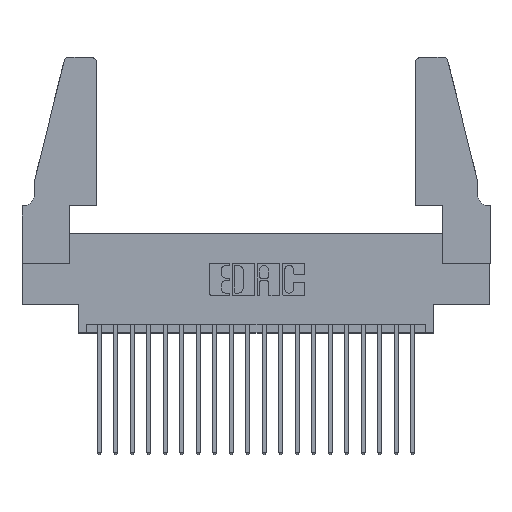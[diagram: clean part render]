
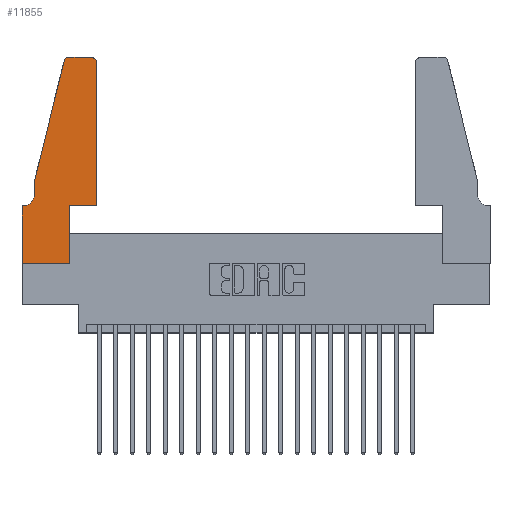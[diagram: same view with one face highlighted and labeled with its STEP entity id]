
A CAD part, top view. The second image highlights one B-rep face of the part: STEP entity #11855.
In plain terms, the highlighted planar face has unit normal (0, 0, 1).
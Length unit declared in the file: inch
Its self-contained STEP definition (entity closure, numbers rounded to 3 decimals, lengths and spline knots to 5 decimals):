
#431 = EDGE_CURVE ( 'NONE', #7532, #8187, #17969, .T. ) ;
#581 = VERTEX_POINT ( 'NONE', #16358 ) ;
#603 = CARTESIAN_POINT ( 'NONE',  ( 0.4505, 0.35, 0.37 ) ) ;
#689 = DIRECTION ( 'NONE',  ( 0., -1., 0. ) ) ;
#748 = EDGE_CURVE ( 'NONE', #19986, #15695, #16220, .T. ) ;
#763 = VECTOR ( 'NONE', #689, 39.37008 ) ;
#949 = AXIS2_PLACEMENT_3D ( 'NONE', #2292, #18642, #20228 ) ;
#968 = CARTESIAN_POINT ( 'NONE',  ( 0.284, 1.25, 0.37 ) ) ;
#1064 = VECTOR ( 'NONE', #2590, 39.37008 ) ;
#1082 = AXIS2_PLACEMENT_3D ( 'NONE', #4209, #8734, #5817 ) ;
#1287 = ORIENTED_EDGE ( 'NONE', *, *, #9049, .T. ) ;
#1376 = ORIENTED_EDGE ( 'NONE', *, *, #11683, .T. ) ;
#1574 = LINE ( 'NONE', #6058, #1064 ) ;
#1587 = ORIENTED_EDGE ( 'NONE', *, *, #16395, .T. ) ;
#1742 = AXIS2_PLACEMENT_3D ( 'NONE', #16547, #13497, #18595 ) ;
#2292 = CARTESIAN_POINT ( 'NONE',  ( 0., 0.35, 0.37 ) ) ;
#2590 = DIRECTION ( 'NONE',  ( -1., 0., 0. ) ) ;
#2807 = CARTESIAN_POINT ( 'NONE',  ( 0., 0.35, 0.37 ) ) ;
#3071 = LINE ( 'NONE', #4118, #13720 ) ;
#3326 = ORIENTED_EDGE ( 'NONE', *, *, #4578, .T. ) ;
#3821 = LINE ( 'NONE', #17639, #16497 ) ;
#3856 = ORIENTED_EDGE ( 'NONE', *, *, #20616, .T. ) ;
#3904 = EDGE_CURVE ( 'NONE', #8187, #6027, #9471, .T. ) ;
#4118 = CARTESIAN_POINT ( 'NONE',  ( 0.4505, 0.35, 0.37 ) ) ;
#4171 = CARTESIAN_POINT ( 'NONE',  ( 0.2865, 0.35, 0.37 ) ) ;
#4209 = CARTESIAN_POINT ( 'NONE',  ( 0.284, 1.22, 0.37 ) ) ;
#4401 = CARTESIAN_POINT ( 'NONE',  ( 0.0055, 0.35, 0.37 ) ) ;
#4578 = EDGE_CURVE ( 'NONE', #19216, #10627, #1574, .T. ) ;
#4646 = CARTESIAN_POINT ( 'NONE',  ( 0.2865, 0., 0.37 ) ) ;
#4970 = CARTESIAN_POINT ( 'NONE',  ( 0.4205, 1.22, 0.37 ) ) ;
#5053 = EDGE_CURVE ( 'NONE', #16763, #19986, #3821, .T. ) ;
#5181 = DIRECTION ( 'NONE',  ( 0., 1., 0. ) ) ;
#5336 = DIRECTION ( 'NONE',  ( 0., 1., 0. ) ) ;
#5745 = CIRCLE ( 'NONE', #1742, 0.07 ) ;
#5817 = DIRECTION ( 'NONE',  ( 1., 0., 0. ) ) ;
#6027 = VERTEX_POINT ( 'NONE', #968 ) ;
#6058 = CARTESIAN_POINT ( 'NONE',  ( 0.0755, 0.35, 0.37 ) ) ;
#6144 = VECTOR ( 'NONE', #16851, 39.37008 ) ;
#6343 = CARTESIAN_POINT ( 'NONE',  ( 0., 0., 0.37 ) ) ;
#6369 = FACE_OUTER_BOUND ( 'NONE', #10555, .T. ) ;
#6440 = DIRECTION ( 'NONE',  ( 1., 0., 0. ) ) ;
#6535 = ORIENTED_EDGE ( 'NONE', *, *, #8502, .T. ) ;
#7045 = ORIENTED_EDGE ( 'NONE', *, *, #748, .T. ) ;
#7280 = CIRCLE ( 'NONE', #1082, 0.03 ) ;
#7347 = DIRECTION ( 'NONE',  ( 1., 0., 0. ) ) ;
#7532 = VERTEX_POINT ( 'NONE', #12856 ) ;
#7993 = AXIS2_PLACEMENT_3D ( 'NONE', #4970, #16184, #6440 ) ;
#8187 = VERTEX_POINT ( 'NONE', #14538 ) ;
#8502 = EDGE_CURVE ( 'NONE', #581, #7532, #20504, .T. ) ;
#8582 = CARTESIAN_POINT ( 'NONE',  ( 0.2865, 0.35, 0.37 ) ) ;
#8689 = VECTOR ( 'NONE', #9692, 39.37008 ) ;
#8734 = DIRECTION ( 'NONE',  ( 0., 0., 1. ) ) ;
#8738 = PLANE ( 'NONE',  #949 ) ;
#9049 = EDGE_CURVE ( 'NONE', #15695, #19216, #5745, .T. ) ;
#9124 = CARTESIAN_POINT ( 'NONE',  ( 0., 0., 0.37 ) ) ;
#9471 = LINE ( 'NONE', #18185, #6144 ) ;
#9692 = DIRECTION ( 'NONE',  ( 1., 0., 0. ) ) ;
#10081 = VERTEX_POINT ( 'NONE', #6343 ) ;
#10393 = CARTESIAN_POINT ( 'NONE',  ( 0.0755, 0.5, 0.37 ) ) ;
#10522 = EDGE_CURVE ( 'NONE', #10627, #10081, #15850, .T. ) ;
#10555 = EDGE_LOOP ( 'NONE', ( #11584, #1587, #13479, #7045, #1287, #3326, #12427, #1376, #3856, #12591, #6535, #19526 ) ) ;
#10627 = VERTEX_POINT ( 'NONE', #2807 ) ;
#10655 = VERTEX_POINT ( 'NONE', #4646 ) ;
#11584 = ORIENTED_EDGE ( 'NONE', *, *, #3904, .T. ) ;
#11683 = EDGE_CURVE ( 'NONE', #10081, #10655, #20109, .T. ) ;
#11855 = ADVANCED_FACE ( 'NONE', ( #6369 ), #8738, .T. ) ;
#12424 = EDGE_CURVE ( 'NONE', #17790, #581, #3071, .T. ) ;
#12427 = ORIENTED_EDGE ( 'NONE', *, *, #10522, .T. ) ;
#12591 = ORIENTED_EDGE ( 'NONE', *, *, #12424, .T. ) ;
#12856 = CARTESIAN_POINT ( 'NONE',  ( 0.4505, 1.22, 0.37 ) ) ;
#12973 = DIRECTION ( 'NONE',  ( -0.239, -0.971, 0. ) ) ;
#13129 = CARTESIAN_POINT ( 'NONE',  ( 0., 0., 0.37 ) ) ;
#13479 = ORIENTED_EDGE ( 'NONE', *, *, #5053, .T. ) ;
#13497 = DIRECTION ( 'NONE',  ( 0., 0., -1. ) ) ;
#13720 = VECTOR ( 'NONE', #7347, 39.37008 ) ;
#13907 = VECTOR ( 'NONE', #5336, 39.37008 ) ;
#14519 = VECTOR ( 'NONE', #5181, 39.37008 ) ;
#14538 = CARTESIAN_POINT ( 'NONE',  ( 0.4205, 1.25, 0.37 ) ) ;
#15329 = VECTOR ( 'NONE', #15501, 39.37008 ) ;
#15501 = DIRECTION ( 'NONE',  ( 0., -1., 0. ) ) ;
#15695 = VERTEX_POINT ( 'NONE', #19697 ) ;
#15850 = LINE ( 'NONE', #9124, #15329 ) ;
#16184 = DIRECTION ( 'NONE',  ( 0., 0., 1. ) ) ;
#16220 = LINE ( 'NONE', #10393, #763 ) ;
#16358 = CARTESIAN_POINT ( 'NONE',  ( 0.4505, 0.35, 0.37 ) ) ;
#16395 = EDGE_CURVE ( 'NONE', #6027, #16763, #7280, .T. ) ;
#16497 = VECTOR ( 'NONE', #12973, 39.37008 ) ;
#16542 = CARTESIAN_POINT ( 'NONE',  ( 0.0755, 0.5, 0.37 ) ) ;
#16547 = CARTESIAN_POINT ( 'NONE',  ( 0.0055, 0.42, 0.37 ) ) ;
#16763 = VERTEX_POINT ( 'NONE', #17301 ) ;
#16851 = DIRECTION ( 'NONE',  ( -1., 0., 0. ) ) ;
#17020 = LINE ( 'NONE', #8582, #14519 ) ;
#17301 = CARTESIAN_POINT ( 'NONE',  ( 0.25487, 1.22718, 0.37 ) ) ;
#17639 = CARTESIAN_POINT ( 'NONE',  ( 0.0755, 0.5, 0.37 ) ) ;
#17790 = VERTEX_POINT ( 'NONE', #4171 ) ;
#17969 = CIRCLE ( 'NONE', #7993, 0.03 ) ;
#18185 = CARTESIAN_POINT ( 'NONE',  ( 0.2605, 1.25, 0.37 ) ) ;
#18595 = DIRECTION ( 'NONE',  ( -1., 0., 0. ) ) ;
#18642 = DIRECTION ( 'NONE',  ( 0., 0., 1. ) ) ;
#19216 = VERTEX_POINT ( 'NONE', #4401 ) ;
#19526 = ORIENTED_EDGE ( 'NONE', *, *, #431, .T. ) ;
#19697 = CARTESIAN_POINT ( 'NONE',  ( 0.0755, 0.42, 0.37 ) ) ;
#19986 = VERTEX_POINT ( 'NONE', #16542 ) ;
#20109 = LINE ( 'NONE', #13129, #8689 ) ;
#20228 = DIRECTION ( 'NONE',  ( 1., 0., 0. ) ) ;
#20504 = LINE ( 'NONE', #603, #13907 ) ;
#20616 = EDGE_CURVE ( 'NONE', #10655, #17790, #17020, .T. ) ;
